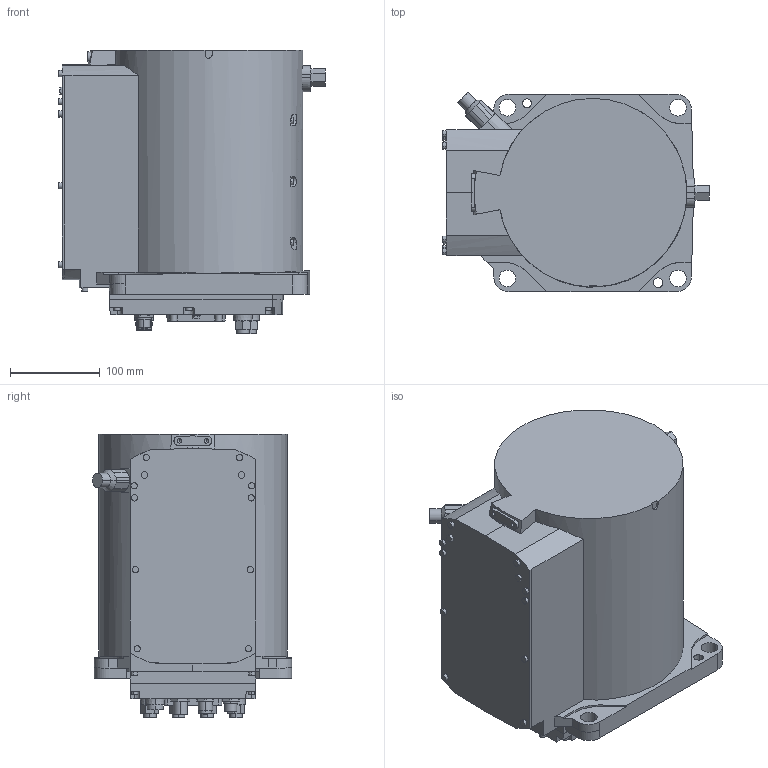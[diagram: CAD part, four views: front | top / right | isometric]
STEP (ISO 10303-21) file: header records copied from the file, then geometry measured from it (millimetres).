
FILE_DESCRIPTION (( 'STEP AP214' ), '1' );
FILE_NAME ('IRB930_22kg-1050-300-BTM_Omnicore_rev00_LINK0.STEP', '2023-03-20T01:41:30', ( '' ), ( '' ), 'SwSTEP 2.0', 'SolidWorks 2020', '' );
FILE_SCHEMA (( 'AUTOMOTIVE_DESIGN' ));
Length unit declared in the file: millimetre
Products named in the file (1): IRB930_22kg-1050-300-BTM_Omnicore_rev00_LINK0
Bounding box: 297 x 221.95 x 316 mm (x, y, z)
Volume: 12559780.8 mm3; surface area: 384376.4 mm2
Topology: 1 solids, 2 shells, 575 faces, 1434 edges, 940 vertices
Faces by surface type: plane 313, cylinder 161, cone 83, bspline 18
Entity records: 17856 total; most frequent: CARTESIAN_POINT 4157, ORIENTED_EDGE 2860, DIRECTION 2768, EDGE_CURVE 1430, AXIS2_PLACEMENT_3D 955, VERTEX_POINT 940, LINE 858, VECTOR 858
